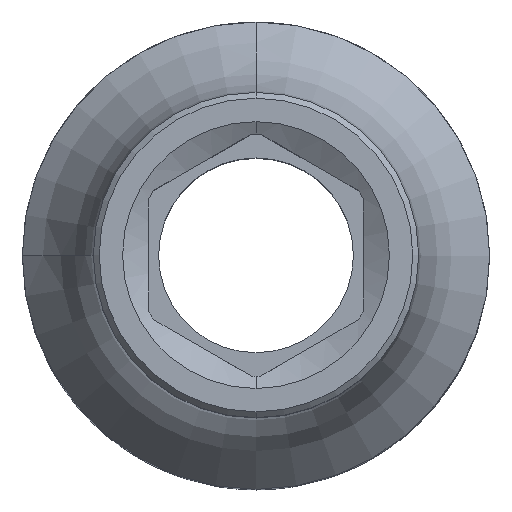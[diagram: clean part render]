
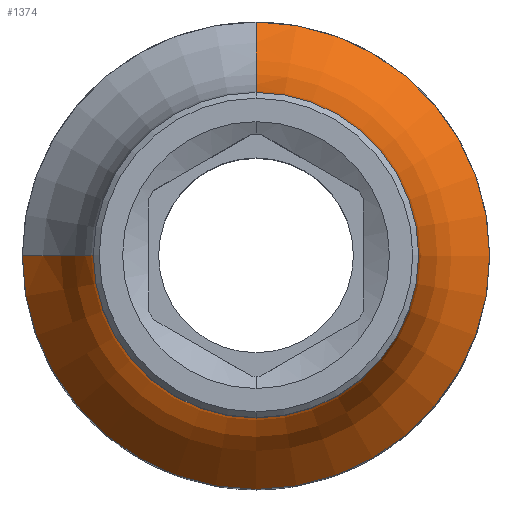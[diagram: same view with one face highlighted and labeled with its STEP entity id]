
A CAD part, top view. The second image highlights one B-rep face of the part: STEP entity #1374.
In plain terms, the highlighted toroidal (fillet/blend) face has major radius 18.35 mm and minor radius 10 mm.
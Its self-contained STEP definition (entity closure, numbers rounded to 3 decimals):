
#164=CARTESIAN_POINT('',(0.,0.,19.));
#165=DIRECTION('',(0.,0.,1.));
#166=DIRECTION('',(1.,0.,0.));
#167=AXIS2_PLACEMENT_3D('',#164,#165,#166);
#418=CARTESIAN_POINT('',(0.,0.,26.725));
#419=DIRECTION('',(0.,0.,1.));
#420=DIRECTION('',(0.,-1.,0.));
#421=AXIS2_PLACEMENT_3D('',#418,#419,#420);
#423=CARTESIAN_POINT('',(0.,0.,19.));
#424=DIRECTION('',(0.,0.,-1.));
#425=DIRECTION('',(1.,0.,0.));
#426=AXIS2_PLACEMENT_3D('',#423,#424,#425);
#428=CARTESIAN_POINT('',(-18.35,0.,26.725));
#429=DIRECTION('',(0.,-1.,0.));
#430=DIRECTION('',(0.635,0.,-0.773));
#431=AXIS2_PLACEMENT_3D('',#428,#429,#430);
#909=CARTESIAN_POINT('',(0.,0.,26.725));
#910=DIRECTION('',(0.,0.,1.));
#911=DIRECTION('',(-1.,0.,0.));
#912=AXIS2_PLACEMENT_3D('',#909,#910,#911);
#919=CARTESIAN_POINT('',(0.,18.35,26.725));
#920=DIRECTION('',(-1.,0.,0.));
#921=DIRECTION('',(0.,-0.635,-0.773));
#922=AXIS2_PLACEMENT_3D('',#919,#920,#921);
#1039=CARTESIAN_POINT('',(12.,0.,19.));
#1040=CARTESIAN_POINT('',(0.,12.,19.));
#1041=VERTEX_POINT('',#1039);
#1042=VERTEX_POINT('',#1040);
#1043=CARTESIAN_POINT('',(-12.,0.,19.));
#1044=VERTEX_POINT('',#1043);
#1045=CARTESIAN_POINT('',(0.,8.35,26.725));
#1046=CARTESIAN_POINT('',(-8.35,0.,26.725));
#1047=VERTEX_POINT('',#1045);
#1048=VERTEX_POINT('',#1046);
#1049=CARTESIAN_POINT('',(0.,-8.35,26.725));
#1050=VERTEX_POINT('',#1049);
#1357=CARTESIAN_POINT('',(0.,0.,26.725));
#1358=DIRECTION('',(0.,0.,1.));
#1359=DIRECTION('',(-0.009,-1.,0.));
#1360=AXIS2_PLACEMENT_3D('',#1357,#1358,#1359);
#1361=TOROIDAL_SURFACE('',#1360,18.35,10.);
#1363=ORIENTED_EDGE('',*,*,#1362,.T.);
#1365=ORIENTED_EDGE('',*,*,#1364,.F.);
#1366=ORIENTED_EDGE('',*,*,#1200,.F.);
#1367=ORIENTED_EDGE('',*,*,#1309,.T.);
#1369=ORIENTED_EDGE('',*,*,#1368,.T.);
#1371=ORIENTED_EDGE('',*,*,#1370,.T.);
#1372=EDGE_LOOP('',(#1363,#1365,#1366,#1367,#1369,#1371));
#1373=FACE_OUTER_BOUND('',#1372,.F.);
#1374=ADVANCED_FACE('',(#1373),#1361,.F.);
#168=CIRCLE('',#167,12.);
#422=CIRCLE('',#421,8.35);
#427=CIRCLE('',#426,12.);
#432=CIRCLE('',#431,10.);
#913=CIRCLE('',#912,8.35);
#923=CIRCLE('',#922,10.);
#1200=EDGE_CURVE('',#1041,#1042,#168,.T.);
#1309=EDGE_CURVE('',#1041,#1044,#427,.T.);
#1362=EDGE_CURVE('',#1050,#1047,#422,.T.);
#1364=EDGE_CURVE('',#1042,#1047,#923,.T.);
#1368=EDGE_CURVE('',#1044,#1048,#432,.T.);
#1370=EDGE_CURVE('',#1048,#1050,#913,.T.);
